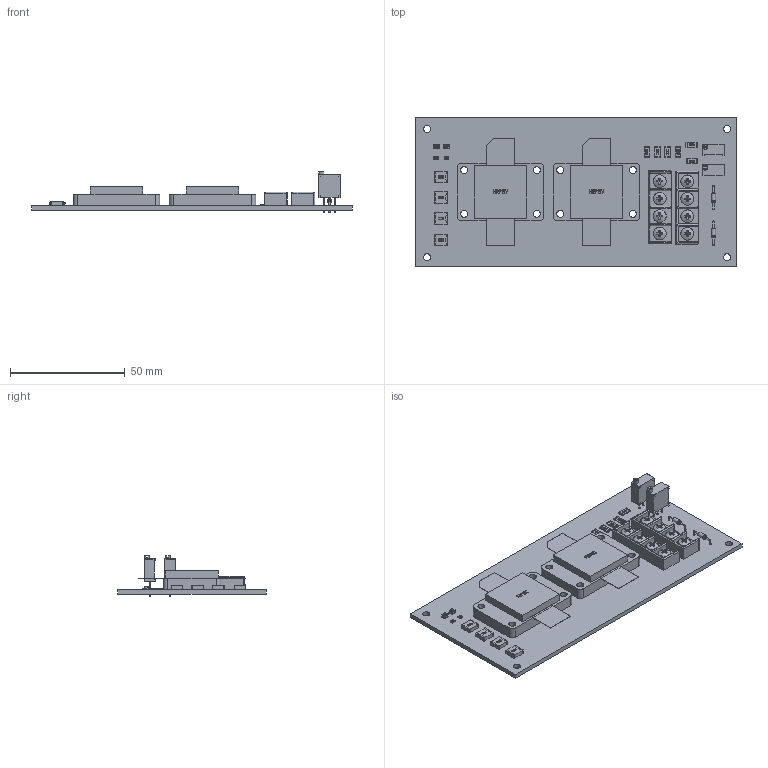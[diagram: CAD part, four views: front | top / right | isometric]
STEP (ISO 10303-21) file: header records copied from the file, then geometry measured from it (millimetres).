
FILE_DESCRIPTION(('Open CASCADE Model'),'2;1');
FILE_NAME('Open CASCADE Shape Model','2025-05-31T12:02:27',('Author'),( 'Open CASCADE'),'Open CASCADE STEP processor 6.8','Open CASCADE 6.8' ,'Unknown');
FILE_SCHEMA(('AUTOMOTIVE_DESIGN { 1 0 10303 214 1 1 1 1 }'));
Length unit declared in the file: millimetre
Products named in the file (37): PCB; Board; Open CASCADE STEP translator 6.8 1.1.1; X1; 冓踖樦_4pin; 冓踖樦_4; M3; T1; R8; SMD2010R; Open CASCADE STEP translator 6.8 1.4.1.1; Open CASCADE STEP translator 6.8 1.4.1.2; R7; R6; RPOT; R5; R4; R3; R2; R1; Q2; MRF157; Q1; L2; smd0805l; L1; D2; 1N4148; D1; C6; 0805C; C5; smd2220c; C4; C3; C2; C1
Assembly tree (53 placements, depth 4):
  PCB
    Board
      Open CASCADE STEP translator 6.8 1.1.1
    X1
      冓踖樦_4pin
        冓踖樦_4
        M3  x4
    T1
      冓踖樦_4pin
        冓踖樦_4
        M3  x4
    R8
      SMD2010R
        Open CASCADE STEP translator 6.8 1.4.1.1
        Open CASCADE STEP translator 6.8 1.4.1.2
    R7
      SMD2010R
        Open CASCADE STEP translator 6.8 1.4.1.1
        Open CASCADE STEP translator 6.8 1.4.1.2
    R6
      RPOT
    R5
      SMD2010R
        Open CASCADE STEP translator 6.8 1.4.1.1
        Open CASCADE STEP translator 6.8 1.4.1.2
    R4
      SMD2010R
        Open CASCADE STEP translator 6.8 1.4.1.1
        Open CASCADE STEP translator 6.8 1.4.1.2
    R3
      SMD2010R
        Open CASCADE STEP translator 6.8 1.4.1.1
        Open CASCADE STEP translator 6.8 1.4.1.2
    R2
      RPOT
    R1
      SMD2010R
        Open CASCADE STEP translator 6.8 1.4.1.1
        Open CASCADE STEP translator 6.8 1.4.1.2
    Q2
      MRF157
    Q1
      MRF157
    L2
      smd0805l
    L1
      smd0805l
    D2
      1N4148
    D1
      1N4148
    C6
      0805C
    C5
      smd2220c
    C4
      smd2220c
    C3
      smd2220c
    C2
Bounding box: 140 x 65 x 17.95 mm (x, y, z)
Volume: 34304.6 mm3; surface area: 33714.2 mm2
Topology: 93 solids, 93 shells, 3476 faces, 9404 edges, 6198 vertices
Faces by surface type: extrusion 1552, plane 1446, cylinder 330, bspline 68, torus 40, sphere 32, cone 8
Full cylindrical faces by diameter (mm): 0.51 x10, 0.7 x4, 0.9 x6, 1.1 x8, 1.85 x4, 1.9 x2, 2.19 x2, 3 x8, 3.05 x20
Entity records: 48895 total; most frequent: CARTESIAN_POINT 10944, ORIENTED_EDGE 6820, DIRECTION 4556, EDGE_CURVE 3410, VECTOR 2472, VERTEX_POINT 2245, LINE 1913, B_SPLINE_CURVE_WITH_KNOTS 1732
